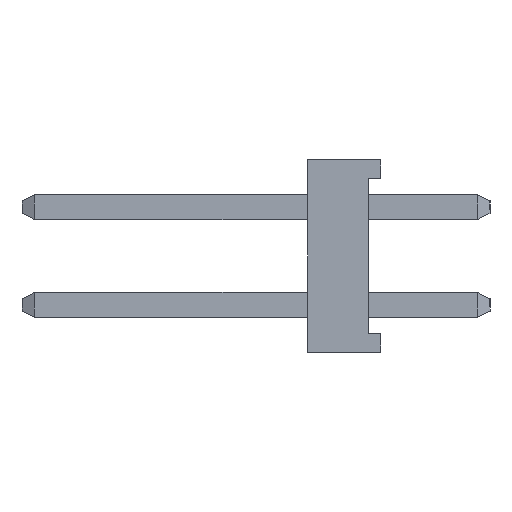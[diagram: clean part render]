
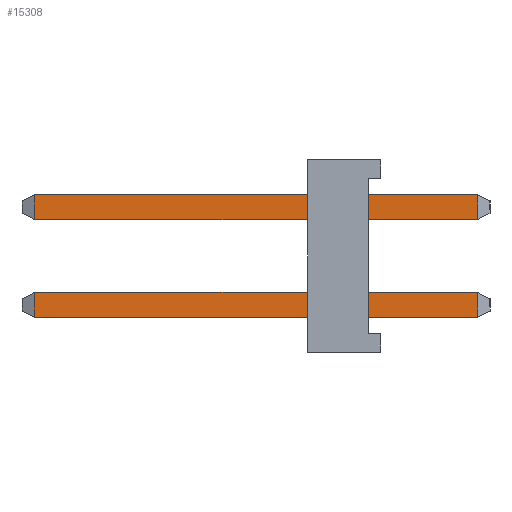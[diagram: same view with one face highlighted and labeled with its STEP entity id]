
A CAD part, left-side view. The second image highlights one B-rep face of the part: STEP entity #15308.
In plain terms, the highlighted planar face has unit normal (-1, 0, 0).
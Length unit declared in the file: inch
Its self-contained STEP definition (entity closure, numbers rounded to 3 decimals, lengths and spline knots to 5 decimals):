
#1971=ORIENTED_EDGE('',*,*,#5713,.F.);
#1972=ORIENTED_EDGE('',*,*,#5424,.F.);
#1973=ORIENTED_EDGE('',*,*,#5715,.T.);
#1974=ORIENTED_EDGE('',*,*,#5178,.F.);
#1975=ORIENTED_EDGE('',*,*,#5711,.F.);
#1976=ORIENTED_EDGE('',*,*,#5120,.F.);
#1977=ORIENTED_EDGE('',*,*,#5716,.T.);
#1978=ORIENTED_EDGE('',*,*,#4874,.F.);
#1979=ORIENTED_EDGE('',*,*,#5709,.F.);
#1980=ORIENTED_EDGE('',*,*,#5598,.F.);
#1981=ORIENTED_EDGE('',*,*,#5519,.F.);
#1982=ORIENTED_EDGE('',*,*,#5514,.F.);
#1983=ORIENTED_EDGE('',*,*,#5717,.T.);
#1984=ORIENTED_EDGE('',*,*,#5502,.F.);
#1985=ORIENTED_EDGE('',*,*,#5517,.F.);
#1986=ORIENTED_EDGE('',*,*,#5498,.F.);
#1987=ORIENTED_EDGE('',*,*,#5718,.T.);
#1988=ORIENTED_EDGE('',*,*,#5486,.F.);
#1989=ORIENTED_EDGE('',*,*,#5515,.F.);
#1990=ORIENTED_EDGE('',*,*,#5479,.F.);
#4874=EDGE_CURVE('',#6838,#6836,#8294,.T.);
#5120=EDGE_CURVE('',#6987,#7026,#8540,.T.);
#5178=EDGE_CURVE('',#7066,#7064,#8598,.T.);
#5424=EDGE_CURVE('',#7215,#7254,#8844,.T.);
#5479=EDGE_CURVE('',#7291,#7292,#8899,.T.);
#5486=EDGE_CURVE('',#7298,#7296,#8906,.T.);
#5498=EDGE_CURVE('',#7304,#7306,#8918,.T.);
#5502=EDGE_CURVE('',#7310,#7308,#8922,.T.);
#5514=EDGE_CURVE('',#7316,#7318,#8934,.T.);
#5515=EDGE_CURVE('',#7292,#7298,#8935,.T.);
#5517=EDGE_CURVE('',#7306,#7310,#8937,.T.);
#5519=EDGE_CURVE('',#7318,#7319,#8939,.T.);
#5598=EDGE_CURVE('',#7319,#7321,#9018,.T.);
#5709=EDGE_CURVE('',#7321,#6838,#9129,.T.);
#5711=EDGE_CURVE('',#7026,#7066,#9131,.T.);
#5713=EDGE_CURVE('',#7254,#7291,#9133,.T.);
#5715=EDGE_CURVE('',#7215,#7064,#9135,.T.);
#5716=EDGE_CURVE('',#6987,#6836,#9136,.T.);
#5717=EDGE_CURVE('',#7316,#7308,#9137,.T.);
#5718=EDGE_CURVE('',#7304,#7296,#9138,.T.);
#6836=VERTEX_POINT('',#21879);
#6838=VERTEX_POINT('',#21883);
#6987=VERTEX_POINT('',#22277);
#7026=VERTEX_POINT('',#22392);
#7064=VERTEX_POINT('',#22506);
#7066=VERTEX_POINT('',#22510);
#7215=VERTEX_POINT('',#22904);
#7254=VERTEX_POINT('',#23019);
#7291=VERTEX_POINT('',#23132);
#7292=VERTEX_POINT('',#23133);
#7296=VERTEX_POINT('',#23142);
#7298=VERTEX_POINT('',#23146);
#7304=VERTEX_POINT('',#23163);
#7306=VERTEX_POINT('',#23169);
#7308=VERTEX_POINT('',#23175);
#7310=VERTEX_POINT('',#23179);
#7316=VERTEX_POINT('',#23196);
#7318=VERTEX_POINT('',#23202);
#7319=VERTEX_POINT('',#23211);
#7321=VERTEX_POINT('',#23293);
#8294=LINE('',#21884,#10410);
#8540=LINE('',#22394,#10656);
#8598=LINE('',#22511,#10714);
#8844=LINE('',#23021,#10960);
#8899=LINE('',#23131,#11015);
#8906=LINE('',#23147,#11022);
#8918=LINE('',#23171,#11034);
#8922=LINE('',#23180,#11038);
#8934=LINE('',#23204,#11050);
#8935=LINE('',#23206,#11051);
#8937=LINE('',#23208,#11053);
#8939=LINE('',#23210,#11055);
#9018=LINE('',#23292,#11134);
#9129=LINE('',#23440,#11245);
#9131=LINE('',#23442,#11247);
#9133=LINE('',#23444,#11249);
#9135=LINE('',#23448,#11251);
#9136=LINE('',#23449,#11252);
#9137=LINE('',#23450,#11253);
#9138=LINE('',#23451,#11254);
#10410=VECTOR('',#17710,39.37008);
#10656=VECTOR('',#18108,39.37008);
#10714=VECTOR('',#18204,39.37008);
#10960=VECTOR('',#18602,39.37008);
#11015=VECTOR('',#18695,39.37008);
#11022=VECTOR('',#18704,39.37008);
#11034=VECTOR('',#18724,39.37008);
#11038=VECTOR('',#18730,39.37008);
#11050=VECTOR('',#18750,39.37008);
#11051=VECTOR('',#18753,39.37008);
#11053=VECTOR('',#18755,39.37008);
#11055=VECTOR('',#18757,39.37008);
#11134=VECTOR('',#18838,39.37008);
#11245=VECTOR('',#18971,39.37008);
#11247=VECTOR('',#18973,39.37008);
#11249=VECTOR('',#18975,39.37008);
#11251=VECTOR('',#18981,39.37008);
#11252=VECTOR('',#18982,39.37008);
#11253=VECTOR('',#18983,39.37008);
#11254=VECTOR('',#18984,39.37008);
#12396=EDGE_LOOP('',(#1971,#1972,#1973,#1974,#1975,#1976,#1977,#1978,#1979,
#1980,#1981,#1982,#1983,#1984,#1985,#1986,#1987,#1988,#1989,#1990));
#13444=FACE_BOUND('',#12396,.T.);
#14416=PLANE('',#16226);
#15308=ADVANCED_FACE('',(#13444),#14416,.F.);
#16226=AXIS2_PLACEMENT_3D('',#23447,#18979,#18980);
#17710=DIRECTION('',(0.,1.,0.));
#18108=DIRECTION('',(0.,-1.,0.));
#18204=DIRECTION('',(0.,1.,0.));
#18602=DIRECTION('',(0.,-1.,0.));
#18695=DIRECTION('',(0.,-1.,0.));
#18704=DIRECTION('',(0.,-1.,0.));
#18724=DIRECTION('',(0.,1.,0.));
#18730=DIRECTION('',(0.,-1.,0.));
#18750=DIRECTION('',(0.,1.,0.));
#18753=DIRECTION('',(0.,0.,-1.));
#18755=DIRECTION('',(0.,0.,-1.));
#18757=DIRECTION('',(0.,0.,-1.));
#18838=DIRECTION('',(0.,1.,0.));
#18971=DIRECTION('',(0.,0.,1.));
#18973=DIRECTION('',(0.,0.,1.));
#18975=DIRECTION('',(0.,0.,1.));
#18979=DIRECTION('',(1.,0.,0.));
#18980=DIRECTION('',(0.,0.,-1.));
#18981=DIRECTION('',(0.,0.,-1.));
#18982=DIRECTION('',(0.,0.,-1.));
#18983=DIRECTION('',(0.,0.,1.));
#18984=DIRECTION('',(0.,0.,1.));
#21879=CARTESIAN_POINT('',(-0.75803,0.279,-0.04937));
#21883=CARTESIAN_POINT('',(-0.75803,0.039,-0.04937));
#21884=CARTESIAN_POINT('',(-0.75803,0.039,-0.04937));
#22277=CARTESIAN_POINT('',(-0.75803,0.279,-0.02937));
#22392=CARTESIAN_POINT('',(-0.75803,0.039,-0.02937));
#22394=CARTESIAN_POINT('',(-0.75803,0.279,-0.02937));
#22506=CARTESIAN_POINT('',(-0.75803,0.279,0.02937));
#22510=CARTESIAN_POINT('',(-0.75803,0.039,0.02937));
#22511=CARTESIAN_POINT('',(-0.75803,0.039,0.02937));
#22904=CARTESIAN_POINT('',(-0.75803,0.279,0.04937));
#23019=CARTESIAN_POINT('',(-0.75803,0.039,0.04937));
#23021=CARTESIAN_POINT('',(-0.75803,0.279,0.04937));
#23131=CARTESIAN_POINT('',(-0.75803,0.039,0.0575));
#23132=CARTESIAN_POINT('',(-0.75803,0.039,0.0575));
#23133=CARTESIAN_POINT('',(-0.75803,0.03,0.0575));
#23142=CARTESIAN_POINT('',(-0.75803,-0.078,0.04937));
#23146=CARTESIAN_POINT('',(-0.75803,0.03,0.04937));
#23147=CARTESIAN_POINT('',(-0.75803,0.03,0.04937));
#23163=CARTESIAN_POINT('',(-0.75803,-0.078,0.02937));
#23169=CARTESIAN_POINT('',(-0.75803,0.03,0.02937));
#23171=CARTESIAN_POINT('',(-0.75803,-0.078,0.02937));
#23175=CARTESIAN_POINT('',(-0.75803,-0.078,-0.02937));
#23179=CARTESIAN_POINT('',(-0.75803,0.03,-0.02937));
#23180=CARTESIAN_POINT('',(-0.75803,0.03,-0.02937));
#23196=CARTESIAN_POINT('',(-0.75803,-0.078,-0.04937));
#23202=CARTESIAN_POINT('',(-0.75803,0.03,-0.04937));
#23204=CARTESIAN_POINT('',(-0.75803,-0.078,-0.04937));
#23206=CARTESIAN_POINT('',(-0.75803,0.03,0.0575));
#23208=CARTESIAN_POINT('',(-0.75803,0.03,0.02937));
#23210=CARTESIAN_POINT('',(-0.75803,0.03,-0.04937));
#23211=CARTESIAN_POINT('',(-0.75803,0.03,-0.0575));
#23292=CARTESIAN_POINT('',(-0.75803,0.03,-0.0575));
#23293=CARTESIAN_POINT('',(-0.75803,0.039,-0.0575));
#23440=CARTESIAN_POINT('',(-0.75803,0.039,-0.0575));
#23442=CARTESIAN_POINT('',(-0.75803,0.039,-0.02937));
#23444=CARTESIAN_POINT('',(-0.75803,0.039,0.04937));
#23447=CARTESIAN_POINT('',(-0.75803,0.,0.));
#23448=CARTESIAN_POINT('',(-0.75803,0.279,0.));
#23449=CARTESIAN_POINT('',(-0.75803,0.279,0.));
#23450=CARTESIAN_POINT('',(-0.75803,-0.078,0.));
#23451=CARTESIAN_POINT('',(-0.75803,-0.078,0.));
